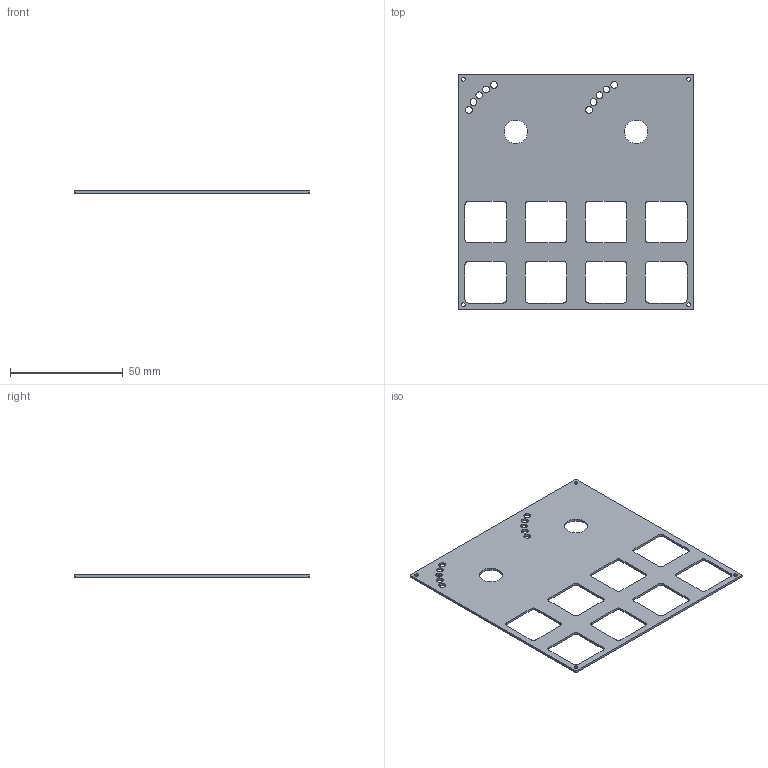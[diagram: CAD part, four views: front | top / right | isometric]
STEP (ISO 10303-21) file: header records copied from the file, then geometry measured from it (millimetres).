
FILE_DESCRIPTION(('KiCad electronic assembly'),'2;1');
FILE_NAME('PCBA-VSN0-FRONTPANEL-3D.step','2024-11-25T09:09:03',('Pcbnew' ),('Kicad'),'Open CASCADE STEP processor 7.6', 'KiCad to STEP converter','Unknown');
FILE_SCHEMA(('AUTOMOTIVE_DESIGN { 1 0 10303 214 1 1 1 1 }'));
Length unit declared in the file: millimetre
Products named in the file (2): PCBA-VSN0-FRONTPANEL-3D 1; PCBA-VSN0-FRONTPANEL_PCB
Assembly tree (1 placements, depth 2):
  PCBA-VSN0-FRONTPANEL-3D 1
    PCBA-VSN0-FRONTPANEL_PCB
Bounding box: 104.35 x 104.35 x 1 mm (x, y, z)
Volume: 7912.8 mm3; surface area: 16995.9 mm2
Topology: 1 solids, 1 shells, 90 faces, 264 edges, 176 vertices
Faces by surface type: cylinder 52, plane 38
Full cylindrical faces by diameter (mm): 1.75 x4, 3 x10, 10.5 x2
Entity records: 3165 total; most frequent: DIRECTION 552, CARTESIAN_POINT 532, ORIENTED_EDGE 528, EDGE_CURVE 264, AXIS2_PLACEMENT_3D 196, VERTEX_POINT 176, LINE 160, VECTOR 160
